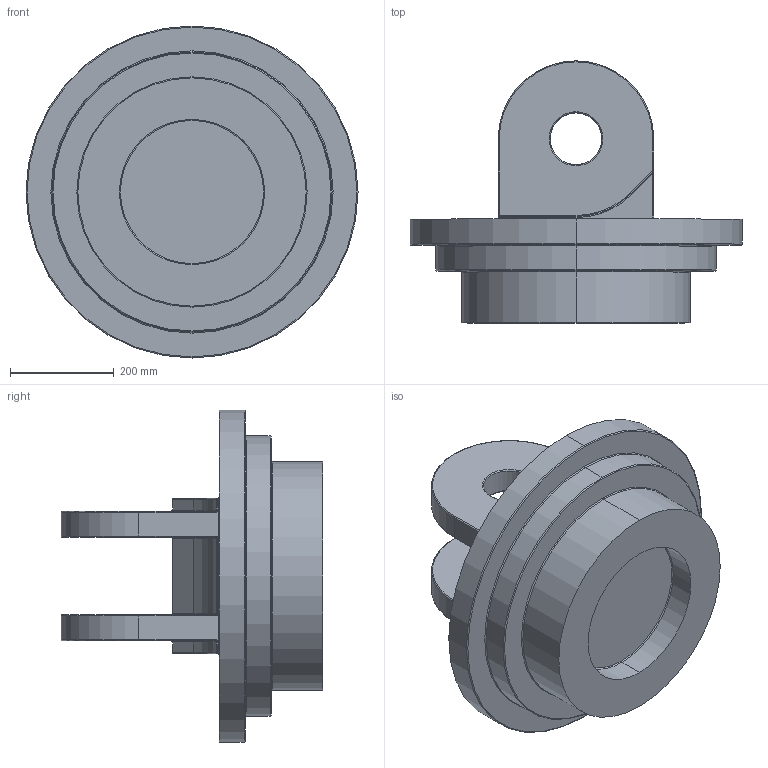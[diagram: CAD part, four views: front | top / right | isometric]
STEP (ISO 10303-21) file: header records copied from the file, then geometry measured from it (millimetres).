
FILE_DESCRIPTION (( 'STEP AP203' ), '1' );
FILE_NAME ('link_1_Default_sldprt.STEP', '2020-05-22T16:21:05', ( '' ), ( '' ), 'SwSTEP 2.0', 'SolidWorks 2018', '' );
FILE_SCHEMA (( 'CONFIG_CONTROL_DESIGN' ));
Length unit declared in the file: millimetre
Products named in the file (1): link_1_Default_sldprt
Bounding box: 640 x 505 x 640 mm (x, y, z)
Volume: 48227464.5 mm3; surface area: 1386305.1 mm2
Topology: 1 solids, 1 shells, 114 faces, 256 edges, 144 vertices
Faces by surface type: cylinder 51, torus 36, plane 19, bspline 4, sphere 4
Entity records: 3371 total; most frequent: CARTESIAN_POINT 719, DIRECTION 616, ORIENTED_EDGE 500, AXIS2_PLACEMENT_3D 263, EDGE_CURVE 250, CIRCLE 152, VERTEX_POINT 142, EDGE_LOOP 122
